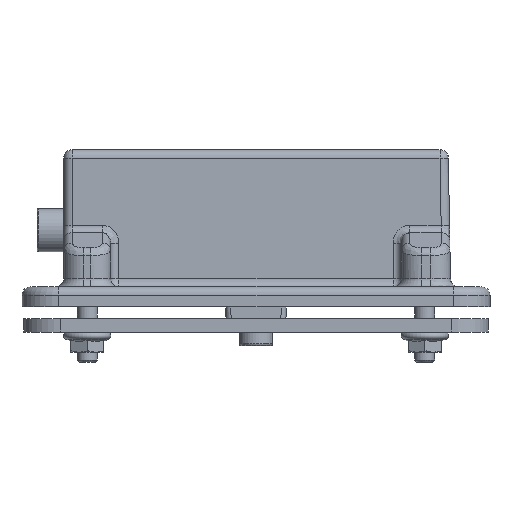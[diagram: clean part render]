
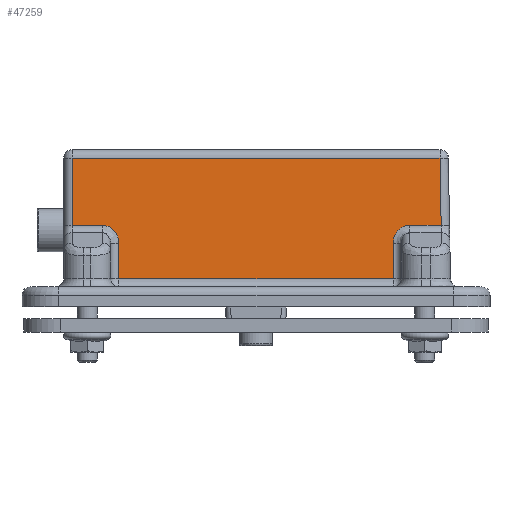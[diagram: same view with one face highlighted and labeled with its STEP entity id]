
A CAD part, left-side view. The second image highlights one B-rep face of the part: STEP entity #47259.
In plain terms, the highlighted planar face has unit normal (-1, 0, 0.018).
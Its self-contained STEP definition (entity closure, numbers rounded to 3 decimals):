
#174=ELLIPSE('',#52383,0.548,0.5);
#175=ELLIPSE('',#52384,0.548,0.5);
#3168=FACE_OUTER_BOUND('',#6006,.T.);
#6006=EDGE_LOOP('',(#39177,#39178,#39179,#39180,#39181,#39182,#39183,#39184,
#39185,#39186));
#12304=LINE('',#80711,#16217);
#12320=LINE('',#80758,#16233);
#12321=LINE('',#80762,#16234);
#12322=LINE('',#80766,#16235);
#12323=LINE('',#80768,#16236);
#12324=LINE('',#80770,#16237);
#12325=LINE('',#80772,#16238);
#12326=LINE('',#80774,#16239);
#16217=VECTOR('',#66282,1.);
#16233=VECTOR('',#66336,1.);
#16234=VECTOR('',#66341,1.);
#16235=VECTOR('',#66344,1.);
#16236=VECTOR('',#66345,1.);
#16237=VECTOR('',#66346,1.);
#16238=VECTOR('',#66347,1.);
#16239=VECTOR('',#66348,1.);
#20022=VERTEX_POINT('',#80706);
#20023=VERTEX_POINT('',#80709);
#20035=VERTEX_POINT('',#80757);
#20036=VERTEX_POINT('',#80761);
#20037=VERTEX_POINT('',#80763);
#20038=VERTEX_POINT('',#80765);
#20039=VERTEX_POINT('',#80767);
#20040=VERTEX_POINT('',#80769);
#20041=VERTEX_POINT('',#80771);
#20042=VERTEX_POINT('',#80773);
#26422=EDGE_CURVE('',#20023,#20022,#12304,.T.);
#26445=EDGE_CURVE('',#20022,#20035,#12320,.T.);
#26447=EDGE_CURVE('',#20036,#20023,#12321,.T.);
#26448=EDGE_CURVE('',#20037,#20036,#174,.T.);
#26449=EDGE_CURVE('',#20038,#20037,#12322,.T.);
#26450=EDGE_CURVE('',#20039,#20038,#12323,.T.);
#26451=EDGE_CURVE('',#20040,#20039,#12324,.T.);
#26452=EDGE_CURVE('',#20041,#20040,#12325,.T.);
#26453=EDGE_CURVE('',#20042,#20041,#12326,.T.);
#26454=EDGE_CURVE('',#20035,#20042,#175,.T.);
#39177=ORIENTED_EDGE('',*,*,#26422,.F.);
#39178=ORIENTED_EDGE('',*,*,#26447,.F.);
#39179=ORIENTED_EDGE('',*,*,#26448,.F.);
#39180=ORIENTED_EDGE('',*,*,#26449,.F.);
#39181=ORIENTED_EDGE('',*,*,#26450,.F.);
#39182=ORIENTED_EDGE('',*,*,#26451,.F.);
#39183=ORIENTED_EDGE('',*,*,#26452,.F.);
#39184=ORIENTED_EDGE('',*,*,#26453,.F.);
#39185=ORIENTED_EDGE('',*,*,#26454,.F.);
#39186=ORIENTED_EDGE('',*,*,#26445,.F.);
#42232=PLANE('',#52382);
#47259=ADVANCED_FACE('',(#3168),#42232,.T.);
#52382=AXIS2_PLACEMENT_3D('',#80760,#66339,#66340);
#52383=AXIS2_PLACEMENT_3D('',#80764,#66342,#66343);
#52384=AXIS2_PLACEMENT_3D('',#80775,#66349,#66350);
#66282=DIRECTION('',(0.,1.,0.));
#66336=DIRECTION('',(0.017,0.,1.));
#66339=DIRECTION('center_axis',(-1.,0.,
0.017));
#66340=DIRECTION('ref_axis',(0.,1.,0.));
#66341=DIRECTION('',(-0.017,0.,-1.));
#66342=DIRECTION('center_axis',(-1.,0.,
0.017));
#66343=DIRECTION('ref_axis',(0.017,0.,1.));
#66344=DIRECTION('',(0.,1.,0.));
#66345=DIRECTION('',(-0.017,-0.017,-1.));
#66346=DIRECTION('',(0.,-1.,0.));
#66347=DIRECTION('',(0.017,0.,1.));
#66348=DIRECTION('',(0.,1.,0.));
#66349=DIRECTION('center_axis',(-1.,0.,
0.017));
#66350=DIRECTION('ref_axis',(0.017,0.,1.));
#80706=CARTESIAN_POINT('',(-9.067,4.1,-3.454));
#80709=CARTESIAN_POINT('',(-9.067,-4.1,-3.454));
#80711=CARTESIAN_POINT('',(-9.067,-2.875,-3.454));
#80757=CARTESIAN_POINT('',(-9.049,4.1,-2.404));
#80758=CARTESIAN_POINT('',(-9.036,4.1,-1.649));
#80760=CARTESIAN_POINT('Origin',(-9.,-5.75,0.4));
#80761=CARTESIAN_POINT('',(-9.049,-4.1,-2.404));
#80762=CARTESIAN_POINT('',(-9.036,-4.1,-1.649));
#80763=CARTESIAN_POINT('',(-9.039,-4.6,-1.856));
#80764=CARTESIAN_POINT('Origin',(-9.049,-4.6,-2.404));
#80765=CARTESIAN_POINT('',(-9.039,-5.539,-1.856));
#80766=CARTESIAN_POINT('',(-9.039,-5.75,-1.856));
#80767=CARTESIAN_POINT('',(-9.004,-5.504,0.154));
#80768=CARTESIAN_POINT('',(-8.997,-5.497,0.553));
#80769=CARTESIAN_POINT('',(-9.004,5.5,0.154));
#80770=CARTESIAN_POINT('',(-9.004,-2.875,0.154));
#80771=CARTESIAN_POINT('',(-9.039,5.5,-1.856));
#80772=CARTESIAN_POINT('',(-9.,5.5,0.4));
#80773=CARTESIAN_POINT('',(-9.039,4.6,-1.856));
#80774=CARTESIAN_POINT('',(-9.039,0.,-1.856));
#80775=CARTESIAN_POINT('Origin',(-9.049,4.6,-2.404));
